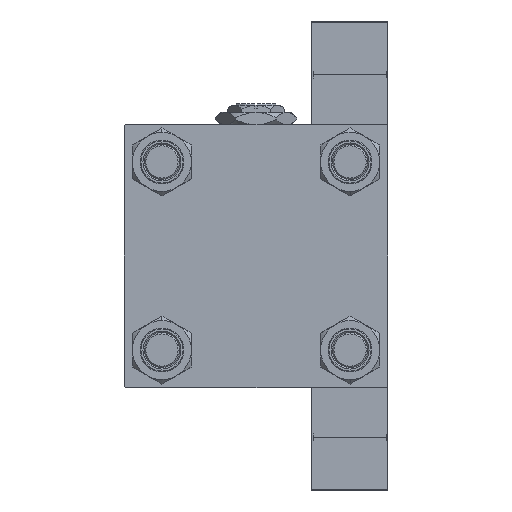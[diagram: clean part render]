
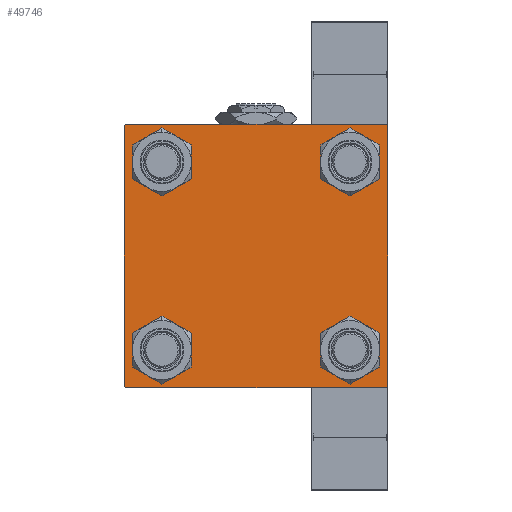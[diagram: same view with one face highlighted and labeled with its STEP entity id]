
A CAD part, left-side view. The second image highlights one B-rep face of the part: STEP entity #49746.
In plain terms, the highlighted planar face has unit normal (-1, 0, 0).
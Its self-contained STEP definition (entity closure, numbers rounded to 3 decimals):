
#296 = CARTESIAN_POINT ( 'NONE',  ( 0., 32.15, -25.65 ) ) ;
#320 = CARTESIAN_POINT ( 'NONE',  ( 0., 32.15, -38.65 ) ) ;
#477 = CIRCLE ( 'NONE', #46933, 6.5 ) ;
#1504 = AXIS2_PLACEMENT_3D ( 'NONE', #16156, #39866, #43454 ) ;
#1518 = VECTOR ( 'NONE', #26633, 1000. ) ;
#1666 = CIRCLE ( 'NONE', #30223, 6.5 ) ;
#2267 = EDGE_CURVE ( 'NONE', #42538, #21572, #28347, .T. ) ;
#2604 = VERTEX_POINT ( 'NONE', #17442 ) ;
#2767 = DIRECTION ( 'NONE',  ( 0., 0., 1. ) ) ;
#2949 = CARTESIAN_POINT ( 'NONE',  ( 0., 45., 45. ) ) ;
#3008 = CARTESIAN_POINT ( 'NONE',  ( 0., 32.15, 32.15 ) ) ;
#3153 = EDGE_LOOP ( 'NONE', ( #21592, #19608 ) ) ;
#3583 = DIRECTION ( 'NONE',  ( 0., 0., 1. ) ) ;
#4299 = EDGE_CURVE ( 'NONE', #21572, #42538, #23549, .T. ) ;
#4561 = VECTOR ( 'NONE', #48621, 1000. ) ;
#4632 = EDGE_LOOP ( 'NONE', ( #19062, #42282 ) ) ;
#4875 = EDGE_CURVE ( 'NONE', #29620, #46096, #37992, .T. ) ;
#4950 = VERTEX_POINT ( 'NONE', #31356 ) ;
#5210 = AXIS2_PLACEMENT_3D ( 'NONE', #3008, #18593, #46141 ) ;
#6326 = DIRECTION ( 'NONE',  ( 0., 0., -1. ) ) ;
#6841 = VERTEX_POINT ( 'NONE', #42396 ) ;
#6859 = DIRECTION ( 'NONE',  ( 0., -0.707, 0.707 ) ) ;
#6877 = EDGE_LOOP ( 'NONE', ( #29160, #34598, #29204, #12200, #11012, #40440, #37374, #45888 ) ) ;
#7618 = AXIS2_PLACEMENT_3D ( 'NONE', #49482, #45901, #2767 ) ;
#7922 = FACE_BOUND ( 'NONE', #18048, .T. ) ;
#9305 = EDGE_CURVE ( 'NONE', #39248, #24478, #43273, .T. ) ;
#9737 = CARTESIAN_POINT ( 'NONE',  ( 0., -32.15, -38.65 ) ) ;
#11012 = ORIENTED_EDGE ( 'NONE', *, *, #20874, .F. ) ;
#11054 = LINE ( 'NONE', #22795, #1518 ) ;
#11238 = DIRECTION ( 'NONE',  ( 1., 0., 0. ) ) ;
#12200 = ORIENTED_EDGE ( 'NONE', *, *, #4875, .T. ) ;
#12335 = VECTOR ( 'NONE', #47313, 1000. ) ;
#14057 = DIRECTION ( 'NONE',  ( 0., -0.707, -0.707 ) ) ;
#14781 = CARTESIAN_POINT ( 'NONE',  ( 0., -44.75, -44.75 ) ) ;
#15571 = DIRECTION ( 'NONE',  ( 0., 0., 1. ) ) ;
#15772 = DIRECTION ( 'NONE',  ( 1., 0., 0. ) ) ;
#16156 = CARTESIAN_POINT ( 'NONE',  ( 0., -32.15, -32.15 ) ) ;
#17442 = CARTESIAN_POINT ( 'NONE',  ( 0., -32.15, 38.65 ) ) ;
#17742 = CARTESIAN_POINT ( 'NONE',  ( 0., -44.75, 44.75 ) ) ;
#17924 = CARTESIAN_POINT ( 'NONE',  ( 0., 32.15, -32.15 ) ) ;
#18048 = EDGE_LOOP ( 'NONE', ( #36925, #27183 ) ) ;
#18334 = VECTOR ( 'NONE', #28695, 1000. ) ;
#18551 = EDGE_CURVE ( 'NONE', #41228, #29620, #11054, .T. ) ;
#18593 = DIRECTION ( 'NONE',  ( 1., 0., 0. ) ) ;
#19062 = ORIENTED_EDGE ( 'NONE', *, *, #29114, .T. ) ;
#19608 = ORIENTED_EDGE ( 'NONE', *, *, #9305, .T. ) ;
#19689 = CARTESIAN_POINT ( 'NONE',  ( 0., 0., 0. ) ) ;
#19729 = VERTEX_POINT ( 'NONE', #48272 ) ;
#19915 = CIRCLE ( 'NONE', #5210, 6.5 ) ;
#20540 = CARTESIAN_POINT ( 'NONE',  ( 0., 32.15, 38.65 ) ) ;
#20874 = EDGE_CURVE ( 'NONE', #6841, #46096, #41280, .T. ) ;
#20991 = DIRECTION ( 'NONE',  ( 0., 0., 1. ) ) ;
#21572 = VERTEX_POINT ( 'NONE', #38277 ) ;
#21592 = ORIENTED_EDGE ( 'NONE', *, *, #45739, .T. ) ;
#22209 = EDGE_CURVE ( 'NONE', #41383, #41300, #29758, .T. ) ;
#22795 = CARTESIAN_POINT ( 'NONE',  ( 0., 45., -45. ) ) ;
#22932 = EDGE_CURVE ( 'NONE', #2604, #4950, #1666, .T. ) ;
#23186 = CARTESIAN_POINT ( 'NONE',  ( 0., -32.15, 32.15 ) ) ;
#23257 = DIRECTION ( 'NONE',  ( 1., 0., 0. ) ) ;
#23508 = FACE_BOUND ( 'NONE', #4632, .T. ) ;
#23549 = CIRCLE ( 'NONE', #1504, 6.5 ) ;
#23577 = EDGE_CURVE ( 'NONE', #19729, #39707, #32005, .T. ) ;
#23884 = CARTESIAN_POINT ( 'NONE',  ( 0., 44.75, 44.75 ) ) ;
#24082 = DIRECTION ( 'NONE',  ( 1., 0., 0. ) ) ;
#24127 = CARTESIAN_POINT ( 'NONE',  ( 0., 44.5, -45. ) ) ;
#24478 = VERTEX_POINT ( 'NONE', #20540 ) ;
#25089 = CARTESIAN_POINT ( 'NONE',  ( 0., 45., 45. ) ) ;
#25277 = CARTESIAN_POINT ( 'NONE',  ( 0., 32.15, 25.65 ) ) ;
#25423 = CARTESIAN_POINT ( 'NONE',  ( 0., -45., -44.5 ) ) ;
#25477 = CARTESIAN_POINT ( 'NONE',  ( 0., -45., 45. ) ) ;
#26633 = DIRECTION ( 'NONE',  ( 0., -1., 0. ) ) ;
#27085 = CARTESIAN_POINT ( 'NONE',  ( 0., -32.15, 32.15 ) ) ;
#27183 = ORIENTED_EDGE ( 'NONE', *, *, #2267, .T. ) ;
#27315 = VERTEX_POINT ( 'NONE', #296 ) ;
#27342 = FACE_BOUND ( 'NONE', #47711, .T. ) ;
#27778 = DIRECTION ( 'NONE',  ( 0., 0., 1. ) ) ;
#28347 = CIRCLE ( 'NONE', #39768, 6.5 ) ;
#28695 = DIRECTION ( 'NONE',  ( 0., 0.707, -0.707 ) ) ;
#29114 = EDGE_CURVE ( 'NONE', #27315, #45406, #30435, .T. ) ;
#29160 = ORIENTED_EDGE ( 'NONE', *, *, #23577, .T. ) ;
#29189 = CARTESIAN_POINT ( 'NONE',  ( 0., 44.5, 45. ) ) ;
#29204 = ORIENTED_EDGE ( 'NONE', *, *, #18551, .T. ) ;
#29620 = VERTEX_POINT ( 'NONE', #35796 ) ;
#29758 = LINE ( 'NONE', #2949, #47338 ) ;
#30223 = AXIS2_PLACEMENT_3D ( 'NONE', #23186, #15772, #27778 ) ;
#30435 = CIRCLE ( 'NONE', #7618, 6.5 ) ;
#31356 = CARTESIAN_POINT ( 'NONE',  ( 0., -32.15, 25.65 ) ) ;
#32005 = LINE ( 'NONE', #25089, #12335 ) ;
#32229 = CARTESIAN_POINT ( 'NONE',  ( 0., 32.15, 32.15 ) ) ;
#32769 = CARTESIAN_POINT ( 'NONE',  ( 0., -44.5, 45. ) ) ;
#33025 = AXIS2_PLACEMENT_3D ( 'NONE', #19689, #35223, #3583 ) ;
#34598 = ORIENTED_EDGE ( 'NONE', *, *, #36052, .T. ) ;
#34736 = DIRECTION ( 'NONE',  ( 1., 0., 0. ) ) ;
#34846 = ORIENTED_EDGE ( 'NONE', *, *, #22932, .T. ) ;
#35223 = DIRECTION ( 'NONE',  ( -1., 0., 0. ) ) ;
#35796 = CARTESIAN_POINT ( 'NONE',  ( 0., -44.5, -45. ) ) ;
#35803 = VECTOR ( 'NONE', #6859, 1000. ) ;
#35849 = LINE ( 'NONE', #23884, #18334 ) ;
#36052 = EDGE_CURVE ( 'NONE', #39707, #41228, #49023, .T. ) ;
#36370 = LINE ( 'NONE', #17742, #4561 ) ;
#36647 = EDGE_CURVE ( 'NONE', #41383, #19729, #35849, .T. ) ;
#36925 = ORIENTED_EDGE ( 'NONE', *, *, #4299, .T. ) ;
#37374 = ORIENTED_EDGE ( 'NONE', *, *, #22209, .F. ) ;
#37992 = LINE ( 'NONE', #14781, #35803 ) ;
#38047 = FACE_OUTER_BOUND ( 'NONE', #6877, .T. ) ;
#38120 = EDGE_CURVE ( 'NONE', #45406, #27315, #477, .T. ) ;
#38277 = CARTESIAN_POINT ( 'NONE',  ( 0., -32.15, -25.65 ) ) ;
#38587 = EDGE_CURVE ( 'NONE', #6841, #41300, #36370, .T. ) ;
#38643 = CIRCLE ( 'NONE', #45155, 6.5 ) ;
#39071 = DIRECTION ( 'NONE',  ( 0., 0., 1. ) ) ;
#39248 = VERTEX_POINT ( 'NONE', #25277 ) ;
#39707 = VERTEX_POINT ( 'NONE', #45619 ) ;
#39768 = AXIS2_PLACEMENT_3D ( 'NONE', #42608, #11238, #15571 ) ;
#39866 = DIRECTION ( 'NONE',  ( 1., 0., 0. ) ) ;
#40440 = ORIENTED_EDGE ( 'NONE', *, *, #38587, .T. ) ;
#41228 = VERTEX_POINT ( 'NONE', #24127 ) ;
#41280 = LINE ( 'NONE', #25477, #43179 ) ;
#41300 = VERTEX_POINT ( 'NONE', #32769 ) ;
#41383 = VERTEX_POINT ( 'NONE', #29189 ) ;
#42282 = ORIENTED_EDGE ( 'NONE', *, *, #38120, .T. ) ;
#42374 = FACE_BOUND ( 'NONE', #3153, .T. ) ;
#42396 = CARTESIAN_POINT ( 'NONE',  ( 0., -45., 44.5 ) ) ;
#42538 = VERTEX_POINT ( 'NONE', #9737 ) ;
#42608 = CARTESIAN_POINT ( 'NONE',  ( 0., -32.15, -32.15 ) ) ;
#42762 = VECTOR ( 'NONE', #14057, 1000. ) ;
#43179 = VECTOR ( 'NONE', #6326, 1000. ) ;
#43273 = CIRCLE ( 'NONE', #47357, 6.5 ) ;
#43454 = DIRECTION ( 'NONE',  ( 0., 0., 1. ) ) ;
#44429 = CARTESIAN_POINT ( 'NONE',  ( 0., 44.75, -44.75 ) ) ;
#44798 = DIRECTION ( 'NONE',  ( 0., -1., 0. ) ) ;
#45155 = AXIS2_PLACEMENT_3D ( 'NONE', #27085, #23257, #46726 ) ;
#45406 = VERTEX_POINT ( 'NONE', #320 ) ;
#45619 = CARTESIAN_POINT ( 'NONE',  ( 0., 45., -44.5 ) ) ;
#45739 = EDGE_CURVE ( 'NONE', #24478, #39248, #19915, .T. ) ;
#45888 = ORIENTED_EDGE ( 'NONE', *, *, #36647, .T. ) ;
#45901 = DIRECTION ( 'NONE',  ( 1., 0., 0. ) ) ;
#46096 = VERTEX_POINT ( 'NONE', #25423 ) ;
#46141 = DIRECTION ( 'NONE',  ( 0., 0., 1. ) ) ;
#46466 = PLANE ( 'NONE',  #33025 ) ;
#46614 = ORIENTED_EDGE ( 'NONE', *, *, #47671, .T. ) ;
#46726 = DIRECTION ( 'NONE',  ( 0., 0., 1. ) ) ;
#46933 = AXIS2_PLACEMENT_3D ( 'NONE', #17924, #34736, #39071 ) ;
#47313 = DIRECTION ( 'NONE',  ( 0., 0., -1. ) ) ;
#47338 = VECTOR ( 'NONE', #44798, 1000. ) ;
#47357 = AXIS2_PLACEMENT_3D ( 'NONE', #32229, #24082, #20991 ) ;
#47671 = EDGE_CURVE ( 'NONE', #4950, #2604, #38643, .T. ) ;
#47711 = EDGE_LOOP ( 'NONE', ( #34846, #46614 ) ) ;
#48272 = CARTESIAN_POINT ( 'NONE',  ( 0., 45., 44.5 ) ) ;
#48621 = DIRECTION ( 'NONE',  ( 0., 0.707, 0.707 ) ) ;
#49023 = LINE ( 'NONE', #44429, #42762 ) ;
#49482 = CARTESIAN_POINT ( 'NONE',  ( 0., 32.15, -32.15 ) ) ;
#49746 = ADVANCED_FACE ( 'NONE', ( #27342, #7922, #23508, #42374, #38047 ), #46466, .T. ) ;
